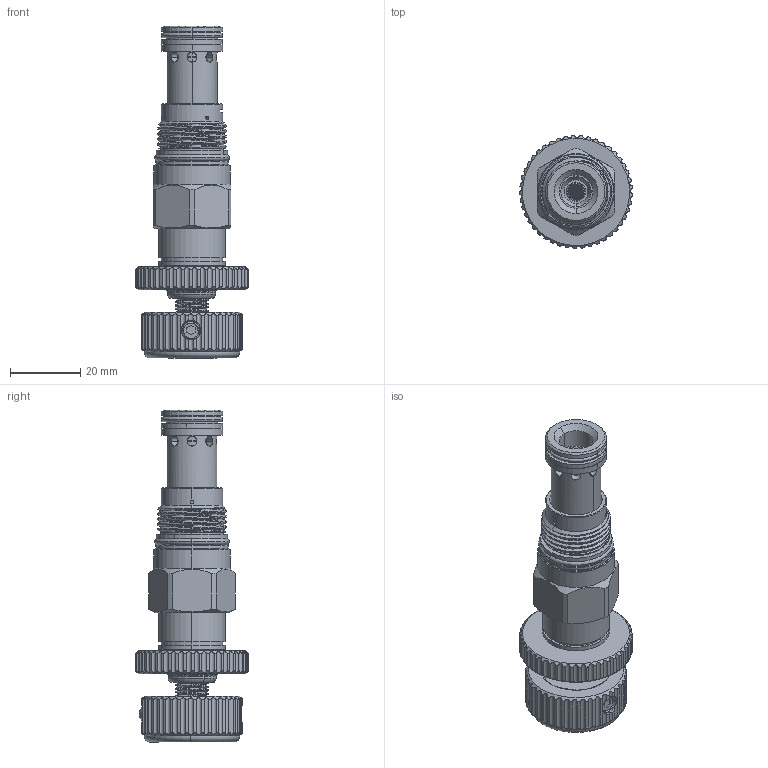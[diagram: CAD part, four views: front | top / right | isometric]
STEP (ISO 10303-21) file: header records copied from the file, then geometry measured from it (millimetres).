
FILE_DESCRIPTION (( 'STEP AP203' ), '1' );
FILE_NAME ('RP10A20-K.STEP', '2016-08-01T08:16:40', ( '' ), ( '' ), 'SwSTEP 2.0', 'SolidWorks 2012', '' );
FILE_SCHEMA (( 'CONFIG_CONTROL_DESIGN' ));
Products named in the file (1): RP10A20-K
Bounding box: 32.19 x 32.2 x 94.79 mm (x, y, z)
Volume: 28435.7 mm3; surface area: 16148.8 mm2
Topology: 7 solids, 15 shells, 1281 faces, 3599 edges, 2306 vertices
Faces by surface type: cylinder 876, plane 186, cone 93, torus 69, bspline 50, sphere 7
Entity records: 97756 total; most frequent: CARTESIAN_POINT 66916, ORIENTED_EDGE 7166, DIRECTION 5157, EDGE_CURVE 3583, VERTEX_POINT 2306, AXIS2_PLACEMENT_3D 1978, EDGE_LOOP 1709, B_SPLINE_CURVE_WITH_KNOTS 1452
